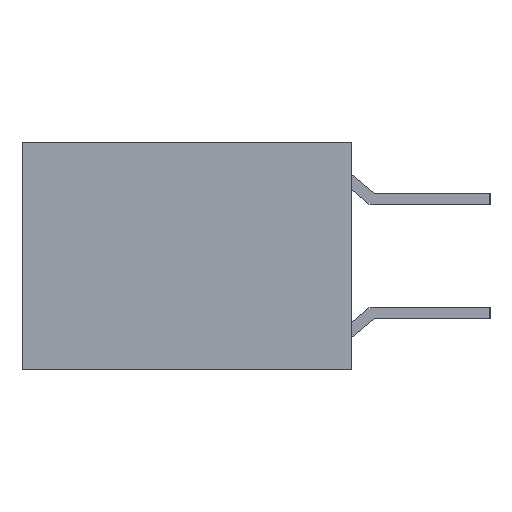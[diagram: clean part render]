
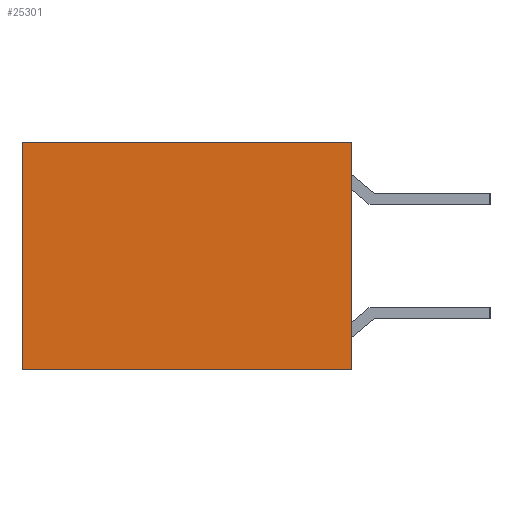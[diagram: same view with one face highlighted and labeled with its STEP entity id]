
A CAD part, left-side view. The second image highlights one B-rep face of the part: STEP entity #25301.
In plain terms, the highlighted planar face has unit normal (-1, 0, 0).
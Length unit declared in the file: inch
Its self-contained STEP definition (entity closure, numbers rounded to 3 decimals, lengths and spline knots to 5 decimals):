
#197=ORIENTED_EDGE('',*,*,#7716,.T.);
#198=ORIENTED_EDGE('',*,*,#7717,.F.);
#199=ORIENTED_EDGE('',*,*,#7558,.F.);
#200=ORIENTED_EDGE('',*,*,#7714,.T.);
#7558=EDGE_CURVE('',#11318,#11319,#13774,.T.);
#7714=EDGE_CURVE('',#11318,#11474,#13930,.T.);
#7716=EDGE_CURVE('',#11474,#11475,#13932,.T.);
#7717=EDGE_CURVE('',#11319,#11475,#13933,.T.);
#11318=VERTEX_POINT('',#34048);
#11319=VERTEX_POINT('',#34050);
#11474=VERTEX_POINT('',#34361);
#11475=VERTEX_POINT('',#34366);
#13774=LINE('',#34049,#17534);
#13930=LINE('',#34362,#17690);
#13932=LINE('',#34365,#17692);
#13933=LINE('',#34367,#17693);
#17534=VECTOR('',#27813,39.37008);
#17690=VECTOR('',#27971,39.37008);
#17692=VECTOR('',#27975,39.37008);
#17693=VECTOR('',#27976,39.37008);
#21333=EDGE_LOOP('',(#197,#198,#199,#200));
#22719=FACE_BOUND('',#21333,.T.);
#24067=PLANE('',#26573);
#25301=ADVANCED_FACE('',(#22719),#24067,.F.);
#26573=AXIS2_PLACEMENT_3D('',#34364,#27973,#27974);
#27813=DIRECTION('',(0.,0.,1.));
#27971=DIRECTION('',(0.,-1.,0.));
#27973=DIRECTION('',(1.,0.,0.));
#27974=DIRECTION('',(0.,0.,-1.));
#27975=DIRECTION('',(0.,0.,1.));
#27976=DIRECTION('',(0.,-1.,0.));
#34048=CARTESIAN_POINT('',(-0.95,0.29,-0.1));
#34049=CARTESIAN_POINT('',(-0.95,0.29,-0.1));
#34050=CARTESIAN_POINT('',(-0.95,0.29,0.1));
#34361=CARTESIAN_POINT('',(-0.95,0.,-0.1));
#34362=CARTESIAN_POINT('',(-0.95,0.29,-0.1));
#34364=CARTESIAN_POINT('',(-0.95,0.29,-0.1));
#34365=CARTESIAN_POINT('',(-0.95,0.,-0.1));
#34366=CARTESIAN_POINT('',(-0.95,0.,0.1));
#34367=CARTESIAN_POINT('',(-0.95,0.29,0.1));
